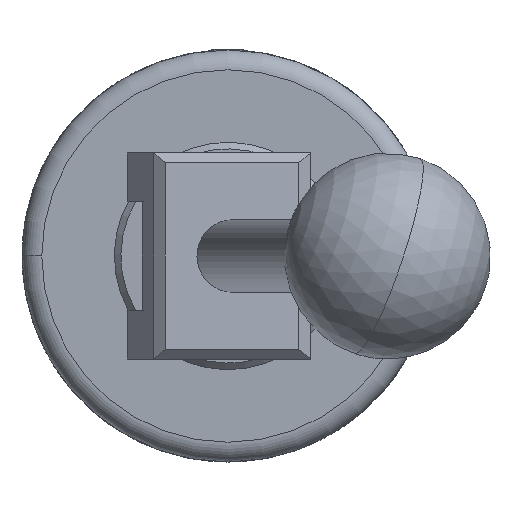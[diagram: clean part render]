
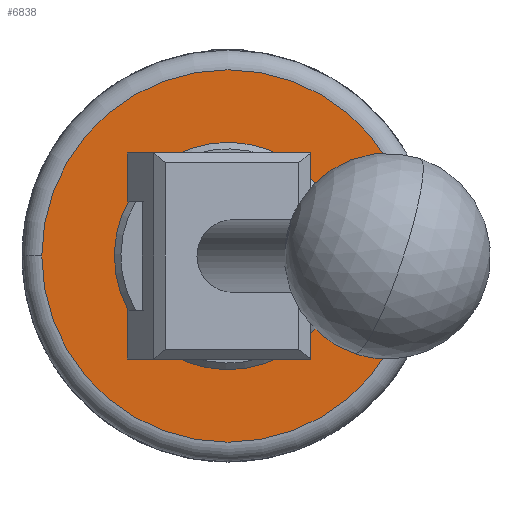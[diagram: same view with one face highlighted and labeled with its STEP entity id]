
A CAD part, front view. The second image highlights one B-rep face of the part: STEP entity #6838.
In plain terms, the highlighted planar face has unit normal (0, -1, 0).
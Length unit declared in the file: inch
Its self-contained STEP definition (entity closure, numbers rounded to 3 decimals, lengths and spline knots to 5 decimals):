
#319 = VERTEX_POINT ( 'NONE', #3536 ) ;
#400 = CIRCLE ( 'NONE', #11004, 1.13 ) ;
#901 = CARTESIAN_POINT ( 'NONE',  ( -0.348, 0., 0. ) ) ;
#1321 = CARTESIAN_POINT ( 'NONE',  ( 0.348, 0., 0. ) ) ;
#1340 = AXIS2_PLACEMENT_3D ( 'NONE', #4763, #12752, #13705 ) ;
#1850 = CARTESIAN_POINT ( 'NONE',  ( 0., 0., 0. ) ) ;
#2223 = DIRECTION ( 'NONE',  ( 1., 0., 0. ) ) ;
#2299 = PLANE ( 'NONE',  #12596 ) ;
#3536 = CARTESIAN_POINT ( 'NONE',  ( 1.13, 0., 0. ) ) ;
#4030 = CARTESIAN_POINT ( 'NONE',  ( -1.13, 0., 0. ) ) ;
#4043 = ORIENTED_EDGE ( 'NONE', *, *, #12564, .T. ) ;
#4268 = CARTESIAN_POINT ( 'NONE',  ( 0., 0., -0.348 ) ) ;
#4763 = CARTESIAN_POINT ( 'NONE',  ( 0., 0., 0. ) ) ;
#5036 = DIRECTION ( 'NONE',  ( 1., 0., 0. ) ) ;
#5550 = VERTEX_POINT ( 'NONE', #901 ) ;
#5713 = CIRCLE ( 'NONE', #1340, 0.348 ) ;
#6261 = DIRECTION ( 'NONE',  ( 0., -1., 0. ) ) ;
#6291 = VERTEX_POINT ( 'NONE', #1321 ) ;
#6344 = CARTESIAN_POINT ( 'NONE',  ( 0., 0., 0. ) ) ;
#6838 = ADVANCED_FACE ( 'NONE', ( #7572, #14232 ), #2299, .T. ) ;
#7414 = DIRECTION ( 'NONE',  ( 0., -1., 0. ) ) ;
#7450 = CIRCLE ( 'NONE', #10946, 1.13 ) ;
#7572 = FACE_OUTER_BOUND ( 'NONE', #13188, .T. ) ;
#8093 = EDGE_LOOP ( 'NONE', ( #9534, #13243 ) ) ;
#8223 = DIRECTION ( 'NONE',  ( 0., -1., 0. ) ) ;
#9534 = ORIENTED_EDGE ( 'NONE', *, *, #11751, .F. ) ;
#9604 = DIRECTION ( 'NONE',  ( 1., 0., 0. ) ) ;
#9969 = DIRECTION ( 'NONE',  ( 0., -1., 0. ) ) ;
#10184 = EDGE_CURVE ( 'NONE', #5550, #6291, #5713, .T. ) ;
#10777 = DIRECTION ( 'NONE',  ( 1., 0., 0. ) ) ;
#10946 = AXIS2_PLACEMENT_3D ( 'NONE', #6344, #6261, #9604 ) ;
#11004 = AXIS2_PLACEMENT_3D ( 'NONE', #1850, #7414, #10777 ) ;
#11298 = CARTESIAN_POINT ( 'NONE',  ( 0., 0., 0. ) ) ;
#11751 = EDGE_CURVE ( 'NONE', #6291, #5550, #12038, .T. ) ;
#12038 = CIRCLE ( 'NONE', #13653, 0.348 ) ;
#12564 = EDGE_CURVE ( 'NONE', #319, #12939, #7450, .T. ) ;
#12596 = AXIS2_PLACEMENT_3D ( 'NONE', #4268, #9969, #2223 ) ;
#12752 = DIRECTION ( 'NONE',  ( 0., -1., 0. ) ) ;
#12939 = VERTEX_POINT ( 'NONE', #4030 ) ;
#13188 = EDGE_LOOP ( 'NONE', ( #4043, #13227 ) ) ;
#13227 = ORIENTED_EDGE ( 'NONE', *, *, #14245, .T. ) ;
#13243 = ORIENTED_EDGE ( 'NONE', *, *, #10184, .F. ) ;
#13653 = AXIS2_PLACEMENT_3D ( 'NONE', #11298, #8223, #5036 ) ;
#13705 = DIRECTION ( 'NONE',  ( 1., 0., 0. ) ) ;
#14232 = FACE_BOUND ( 'NONE', #8093, .T. ) ;
#14245 = EDGE_CURVE ( 'NONE', #12939, #319, #400, .T. ) ;
